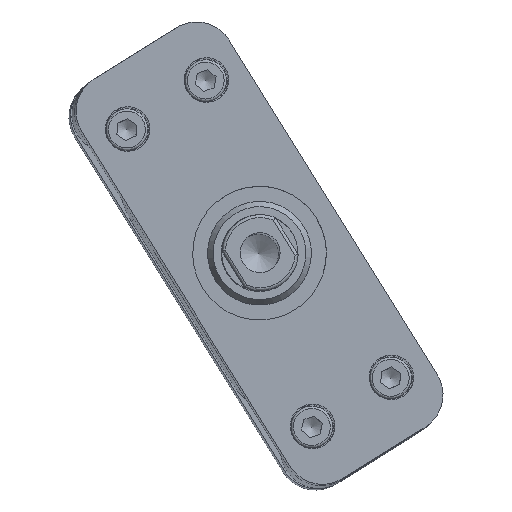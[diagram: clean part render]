
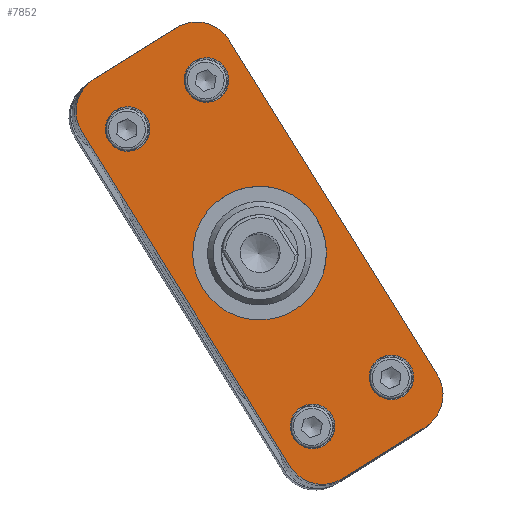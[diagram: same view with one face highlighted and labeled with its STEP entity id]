
A CAD part, top view. The second image highlights one B-rep face of the part: STEP entity #7852.
In plain terms, the highlighted face is planar.
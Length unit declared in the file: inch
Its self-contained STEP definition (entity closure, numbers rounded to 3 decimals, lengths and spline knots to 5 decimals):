
#436=FACE_BOUND('',#1485,.T.);
#437=FACE_BOUND('',#1486,.T.);
#438=FACE_BOUND('',#1487,.T.);
#439=FACE_BOUND('',#1488,.T.);
#440=FACE_BOUND('',#1489,.T.);
#649=PLANE('',#8604);
#960=FACE_OUTER_BOUND('',#1484,.T.);
#1484=EDGE_LOOP('',(#5820,#5821,#5822,#5823,#5824,#5825,#5826,#5827));
#1485=EDGE_LOOP('',(#5828));
#1486=EDGE_LOOP('',(#5829));
#1487=EDGE_LOOP('',(#5830));
#1488=EDGE_LOOP('',(#5831));
#1489=EDGE_LOOP('',(#5832));
#2171=LINE('',#11907,#2821);
#2174=LINE('',#11913,#2824);
#2175=LINE('',#11917,#2825);
#2176=LINE('',#11921,#2826);
#2821=VECTOR('',#9604,0.3937);
#2824=VECTOR('',#9609,0.3937);
#2825=VECTOR('',#9612,0.3937);
#2826=VECTOR('',#9615,0.3937);
#3445=CIRCLE('',#8577,0.3285);
#3455=CIRCLE('',#8601,0.188);
#3457=CIRCLE('',#8605,0.188);
#3458=CIRCLE('',#8606,0.188);
#3459=CIRCLE('',#8607,0.188);
#3460=CIRCLE('',#8608,0.1095);
#3461=CIRCLE('',#8609,0.1095);
#3462=CIRCLE('',#8610,0.1095);
#3463=CIRCLE('',#8611,0.1095);
#3777=VERTEX_POINT('',#11863);
#3787=VERTEX_POINT('',#11897);
#3788=VERTEX_POINT('',#11898);
#3791=VERTEX_POINT('',#11906);
#3793=VERTEX_POINT('',#11912);
#3794=VERTEX_POINT('',#11914);
#3795=VERTEX_POINT('',#11916);
#3796=VERTEX_POINT('',#11918);
#3797=VERTEX_POINT('',#11920);
#3798=VERTEX_POINT('',#11923);
#3799=VERTEX_POINT('',#11925);
#3800=VERTEX_POINT('',#11927);
#3801=VERTEX_POINT('',#11929);
#4584=EDGE_CURVE('',#3777,#3777,#3445,.T.);
#4594=EDGE_CURVE('',#3787,#3788,#3455,.T.);
#4598=EDGE_CURVE('',#3791,#3788,#2171,.T.);
#4601=EDGE_CURVE('',#3787,#3793,#2174,.T.);
#4602=EDGE_CURVE('',#3794,#3793,#3457,.T.);
#4603=EDGE_CURVE('',#3794,#3795,#2175,.T.);
#4604=EDGE_CURVE('',#3796,#3795,#3458,.T.);
#4605=EDGE_CURVE('',#3796,#3797,#2176,.T.);
#4606=EDGE_CURVE('',#3791,#3797,#3459,.T.);
#4607=EDGE_CURVE('',#3798,#3798,#3460,.T.);
#4608=EDGE_CURVE('',#3799,#3799,#3461,.T.);
#4609=EDGE_CURVE('',#3800,#3800,#3462,.T.);
#4610=EDGE_CURVE('',#3801,#3801,#3463,.T.);
#5820=ORIENTED_EDGE('',*,*,#4594,.F.);
#5821=ORIENTED_EDGE('',*,*,#4601,.T.);
#5822=ORIENTED_EDGE('',*,*,#4602,.F.);
#5823=ORIENTED_EDGE('',*,*,#4603,.T.);
#5824=ORIENTED_EDGE('',*,*,#4604,.F.);
#5825=ORIENTED_EDGE('',*,*,#4605,.T.);
#5826=ORIENTED_EDGE('',*,*,#4606,.F.);
#5827=ORIENTED_EDGE('',*,*,#4598,.T.);
#5828=ORIENTED_EDGE('',*,*,#4584,.T.);
#5829=ORIENTED_EDGE('',*,*,#4607,.T.);
#5830=ORIENTED_EDGE('',*,*,#4608,.T.);
#5831=ORIENTED_EDGE('',*,*,#4609,.T.);
#5832=ORIENTED_EDGE('',*,*,#4610,.T.);
#7852=ADVANCED_FACE('',(#960,#436,#437,#438,#439,#440),#649,.T.);
#8577=AXIS2_PLACEMENT_3D('',#11864,#9548,#9549);
#8601=AXIS2_PLACEMENT_3D('',#11899,#9596,#9597);
#8604=AXIS2_PLACEMENT_3D('',#11911,#9607,#9608);
#8605=AXIS2_PLACEMENT_3D('',#11915,#9610,#9611);
#8606=AXIS2_PLACEMENT_3D('',#11919,#9613,#9614);
#8607=AXIS2_PLACEMENT_3D('',#11922,#9616,#9617);
#8608=AXIS2_PLACEMENT_3D('',#11924,#9618,#9619);
#8609=AXIS2_PLACEMENT_3D('',#11926,#9620,#9621);
#8610=AXIS2_PLACEMENT_3D('',#11928,#9622,#9623);
#8611=AXIS2_PLACEMENT_3D('',#11930,#9624,#9625);
#9548=DIRECTION('center_axis',(0.,0.,1.));
#9549=DIRECTION('ref_axis',(1.,0.,0.));
#9596=DIRECTION('center_axis',(0.,0.,1.));
#9597=DIRECTION('ref_axis',(0.707,-0.707,0.));
#9604=DIRECTION('',(0.,-1.,0.));
#9607=DIRECTION('center_axis',(0.,0.,-1.));
#9608=DIRECTION('ref_axis',(-1.,0.,0.));
#9609=DIRECTION('',(-1.,0.,0.));
#9610=DIRECTION('center_axis',(0.,0.,1.));
#9611=DIRECTION('ref_axis',(-0.707,-0.707,0.));
#9612=DIRECTION('',(0.,1.,0.));
#9613=DIRECTION('center_axis',(0.,0.,1.));
#9614=DIRECTION('ref_axis',(-0.707,0.707,0.));
#9615=DIRECTION('',(1.,0.,0.));
#9616=DIRECTION('center_axis',(0.,0.,1.));
#9617=DIRECTION('ref_axis',(0.707,0.707,0.));
#9618=DIRECTION('center_axis',(0.,0.,1.));
#9619=DIRECTION('ref_axis',(-1.,0.,0.));
#9620=DIRECTION('center_axis',(0.,0.,1.));
#9621=DIRECTION('ref_axis',(-1.,0.,0.));
#9622=DIRECTION('center_axis',(0.,0.,1.));
#9623=DIRECTION('ref_axis',(-1.,0.,0.));
#9624=DIRECTION('center_axis',(0.,0.,1.));
#9625=DIRECTION('ref_axis',(-1.,0.,0.));
#11863=CARTESIAN_POINT('',(0.1415,0.,-0.702));
#11864=CARTESIAN_POINT('Origin',(0.47,0.,-0.702));
#11897=CARTESIAN_POINT('',(1.438,-0.426,-0.702));
#11898=CARTESIAN_POINT('',(1.626,-0.238,-0.702));
#11899=CARTESIAN_POINT('Origin',(1.438,-0.238,-0.702));
#11906=CARTESIAN_POINT('',(1.626,0.238,-0.702));
#11907=CARTESIAN_POINT('',(1.626,0.426,-0.702));
#11911=CARTESIAN_POINT('Origin',(0.47,0.,-0.702));
#11912=CARTESIAN_POINT('',(-0.498,-0.426,-0.702));
#11913=CARTESIAN_POINT('',(1.626,-0.426,-0.702));
#11914=CARTESIAN_POINT('',(-0.686,-0.238,-0.702));
#11915=CARTESIAN_POINT('Origin',(-0.498,-0.238,-0.702));
#11916=CARTESIAN_POINT('',(-0.686,0.238,-0.702));
#11917=CARTESIAN_POINT('',(-0.686,-0.426,-0.702));
#11918=CARTESIAN_POINT('',(-0.498,0.426,-0.702));
#11919=CARTESIAN_POINT('Origin',(-0.498,0.238,-0.702));
#11920=CARTESIAN_POINT('',(1.438,0.426,-0.702));
#11921=CARTESIAN_POINT('',(-0.686,0.426,-0.702));
#11922=CARTESIAN_POINT('Origin',(1.438,0.238,-0.702));
#11923=CARTESIAN_POINT('',(-0.4995,0.228,-0.702));
#11924=CARTESIAN_POINT('Origin',(-0.39,0.228,-0.702));
#11925=CARTESIAN_POINT('',(1.2205,0.228,-0.702));
#11926=CARTESIAN_POINT('Origin',(1.33,0.228,-0.702));
#11927=CARTESIAN_POINT('',(1.2205,-0.228,-0.702));
#11928=CARTESIAN_POINT('Origin',(1.33,-0.228,-0.702));
#11929=CARTESIAN_POINT('',(-0.4995,-0.228,-0.702));
#11930=CARTESIAN_POINT('Origin',(-0.39,-0.228,-0.702));
